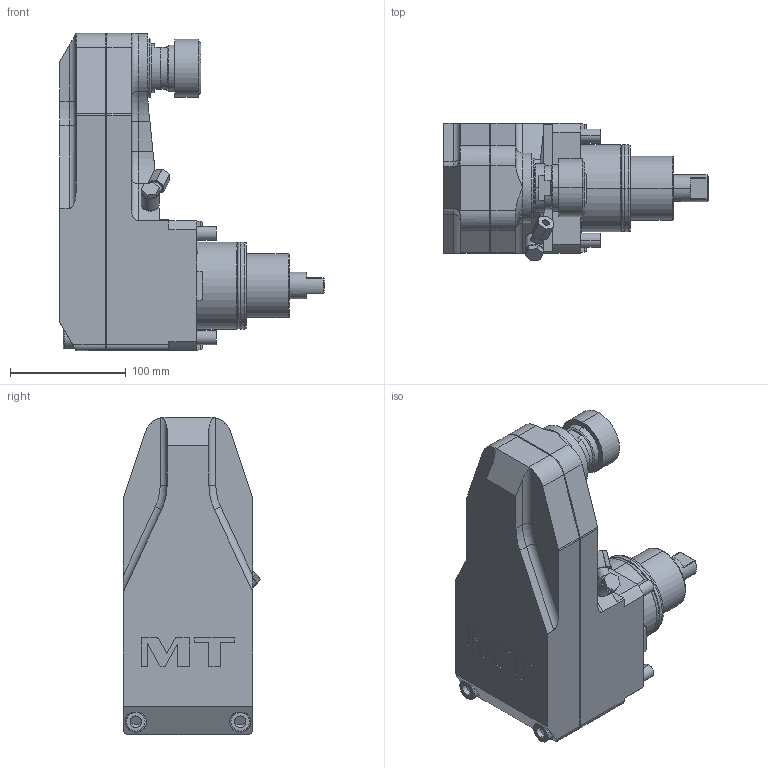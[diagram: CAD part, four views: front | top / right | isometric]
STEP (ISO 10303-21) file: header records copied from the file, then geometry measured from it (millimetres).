
FILE_DESCRIPTION((''),'2;1');
FILE_NAME('0841232_CONF','2023-03-29T15:37:32',('smalpassi'),('M.T. srl'),'CREO PARAMETRIC BY PTC INC, 2021072','CREO PARAMETRIC BY PTC INC, 2021072','');
FILE_SCHEMA(('CONFIG_CONTROL_DESIGN'));
Length unit declared in the file: millimetre
Products named in the file (1): 0841232_CONF
Bounding box: 228 x 118.87 x 273.5 mm (x, y, z)
Volume: 2893718.1 mm3; surface area: 165700.2 mm2
Topology: 1 solids, 1 shells, 318 faces, 768 edges, 481 vertices
Faces by surface type: plane 168, cylinder 98, cone 26, torus 24, extrusion 2
Entity records: 9833 total; most frequent: CARTESIAN_POINT 2267, DIRECTION 1607, ORIENTED_EDGE 1536, EDGE_CURVE 768, AXIS2_PLACEMENT_3D 579, VERTEX_POINT 481, VECTOR 449, LINE 447
